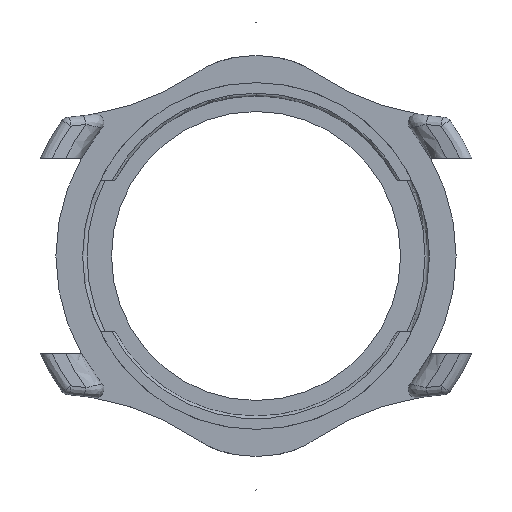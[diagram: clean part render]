
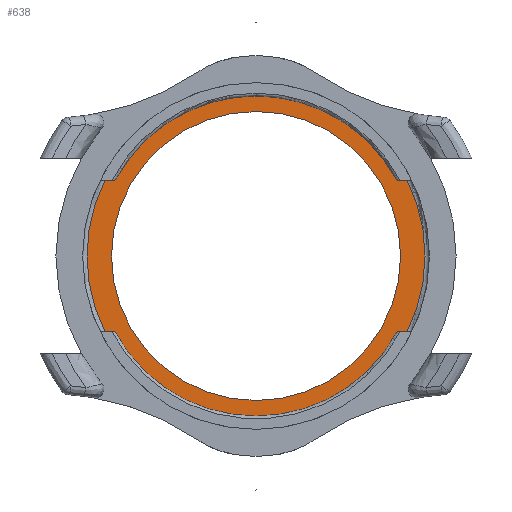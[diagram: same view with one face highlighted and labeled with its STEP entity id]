
A CAD part, front view. The second image highlights one B-rep face of the part: STEP entity #638.
In plain terms, the highlighted planar face has unit normal (0, -1, 0).
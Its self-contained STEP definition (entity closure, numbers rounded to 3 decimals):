
#1 = FACE_OUTER_BOUND ( 'NONE', #3341, .T. ) ;
#13 = CARTESIAN_POINT ( 'NONE',  ( 0., 10., 16.25 ) ) ;
#144 = ORIENTED_EDGE ( 'NONE', *, *, #2120, .F. ) ;
#276 = AXIS2_PLACEMENT_3D ( 'NONE', #3229, #4236, #4268 ) ;
#296 = CARTESIAN_POINT ( 'NONE',  ( 0., 10., -18. ) ) ;
#331 = ORIENTED_EDGE ( 'NONE', *, *, #1465, .F. ) ;
#422 = CARTESIAN_POINT ( 'NONE',  ( 15.867, 10., 8.5 ) ) ;
#512 = CARTESIAN_POINT ( 'NONE',  ( 0., 10., 0. ) ) ;
#540 = PLANE ( 'NONE',  #2826 ) ;
#544 = AXIS2_PLACEMENT_3D ( 'NONE', #599, #937, #2985 ) ;
#566 = VERTEX_POINT ( 'NONE', #2858 ) ;
#599 = CARTESIAN_POINT ( 'NONE',  ( 0., 10., 0. ) ) ;
#610 = CARTESIAN_POINT ( 'NONE',  ( 0., 10., 0. ) ) ;
#625 = LINE ( 'NONE', #3193, #2534 ) ;
#638 = ADVANCED_FACE ( 'NONE', ( #1, #2788 ), #540, .F. ) ;
#709 = ORIENTED_EDGE ( 'NONE', *, *, #2793, .T. ) ;
#717 = AXIS2_PLACEMENT_3D ( 'NONE', #3778, #3036, #744 ) ;
#740 = EDGE_CURVE ( 'NONE', #1442, #3504, #625, .T. ) ;
#744 = DIRECTION ( 'NONE',  ( 0., 0., 1. ) ) ;
#775 = EDGE_CURVE ( 'NONE', #2300, #886, #4103, .T. ) ;
#778 = CIRCLE ( 'NONE', #544, 18. ) ;
#850 = VERTEX_POINT ( 'NONE', #3292 ) ;
#871 = DIRECTION ( 'NONE',  ( 0., 0., 1. ) ) ;
#886 = VERTEX_POINT ( 'NONE', #2252 ) ;
#894 = CARTESIAN_POINT ( 'NONE',  ( -15.867, 10., -8.5 ) ) ;
#937 = DIRECTION ( 'NONE',  ( 0., 1., 0. ) ) ;
#946 = DIRECTION ( 'NONE',  ( 0., 0., 1. ) ) ;
#977 = VERTEX_POINT ( 'NONE', #296 ) ;
#1035 = ORIENTED_EDGE ( 'NONE', *, *, #3752, .T. ) ;
#1126 = DIRECTION ( 'NONE',  ( 0., -1., 0. ) ) ;
#1136 = DIRECTION ( 'NONE',  ( 0., 0., 1. ) ) ;
#1168 = CARTESIAN_POINT ( 'NONE',  ( 0., 10., 0. ) ) ;
#1211 = VERTEX_POINT ( 'NONE', #3575 ) ;
#1240 = ORIENTED_EDGE ( 'NONE', *, *, #1641, .F. ) ;
#1306 = EDGE_CURVE ( 'NONE', #977, #3504, #2601, .T. ) ;
#1436 = VECTOR ( 'NONE', #2509, 1000. ) ;
#1442 = VERTEX_POINT ( 'NONE', #4128 ) ;
#1465 = EDGE_CURVE ( 'NONE', #4201, #2974, #2748, .T. ) ;
#1468 = DIRECTION ( 'NONE',  ( 0., 0., 1. ) ) ;
#1534 = EDGE_CURVE ( 'NONE', #850, #1211, #4158, .T. ) ;
#1568 = DIRECTION ( 'NONE',  ( 0., 1., 0. ) ) ;
#1624 = CARTESIAN_POINT ( 'NONE',  ( -15.867, 10., 8.5 ) ) ;
#1641 = EDGE_CURVE ( 'NONE', #1211, #977, #4214, .T. ) ;
#1776 = ORIENTED_EDGE ( 'NONE', *, *, #1534, .F. ) ;
#1786 = CARTESIAN_POINT ( 'NONE',  ( 0., 10., 0. ) ) ;
#1793 = ORIENTED_EDGE ( 'NONE', *, *, #3722, .F. ) ;
#1796 = AXIS2_PLACEMENT_3D ( 'NONE', #610, #1967, #946 ) ;
#1850 = ORIENTED_EDGE ( 'NONE', *, *, #775, .F. ) ;
#1967 = DIRECTION ( 'NONE',  ( 0., 1., 0. ) ) ;
#2090 = ORIENTED_EDGE ( 'NONE', *, *, #1306, .F. ) ;
#2120 = EDGE_CURVE ( 'NONE', #2673, #2300, #778, .T. ) ;
#2252 = CARTESIAN_POINT ( 'NONE',  ( 16.993, 10., 8.5 ) ) ;
#2300 = VERTEX_POINT ( 'NONE', #422 ) ;
#2368 = ORIENTED_EDGE ( 'NONE', *, *, #740, .T. ) ;
#2385 = CIRCLE ( 'NONE', #276, 19. ) ;
#2482 = CARTESIAN_POINT ( 'NONE',  ( 0., 10., -8.5 ) ) ;
#2509 = DIRECTION ( 'NONE',  ( -1., 0., 0. ) ) ;
#2534 = VECTOR ( 'NONE', #3849, 1000. ) ;
#2601 = CIRCLE ( 'NONE', #1796, 18. ) ;
#2616 = CARTESIAN_POINT ( 'NONE',  ( 0., 10., 8.5 ) ) ;
#2673 = VERTEX_POINT ( 'NONE', #1624 ) ;
#2731 = DIRECTION ( 'NONE',  ( 0., 0., 1. ) ) ;
#2748 = CIRCLE ( 'NONE', #3652, 16.25 ) ;
#2788 = FACE_BOUND ( 'NONE', #3492, .T. ) ;
#2793 = EDGE_CURVE ( 'NONE', #2673, #566, #3157, .T. ) ;
#2810 = DIRECTION ( 'NONE',  ( -1., 0., 0. ) ) ;
#2826 = AXIS2_PLACEMENT_3D ( 'NONE', #2908, #1568, #871 ) ;
#2858 = CARTESIAN_POINT ( 'NONE',  ( -16.993, 10., 8.5 ) ) ;
#2870 = CARTESIAN_POINT ( 'NONE',  ( 0., 10., 8.5 ) ) ;
#2901 = CIRCLE ( 'NONE', #4324, 19. ) ;
#2908 = CARTESIAN_POINT ( 'NONE',  ( 0., 10., 0. ) ) ;
#2974 = VERTEX_POINT ( 'NONE', #3048 ) ;
#2985 = DIRECTION ( 'NONE',  ( 0., 0., 1. ) ) ;
#2999 = CIRCLE ( 'NONE', #717, 16.25 ) ;
#3019 = DIRECTION ( 'NONE',  ( 0., 1., 0. ) ) ;
#3036 = DIRECTION ( 'NONE',  ( 0., -1., 0. ) ) ;
#3048 = CARTESIAN_POINT ( 'NONE',  ( 0., 10., -16.25 ) ) ;
#3149 = DIRECTION ( 'NONE',  ( 0., -1., 0. ) ) ;
#3157 = LINE ( 'NONE', #2870, #1436 ) ;
#3193 = CARTESIAN_POINT ( 'NONE',  ( 0., 10., -8.5 ) ) ;
#3215 = VECTOR ( 'NONE', #3897, 1000. ) ;
#3229 = CARTESIAN_POINT ( 'NONE',  ( 0., 10., 0. ) ) ;
#3280 = EDGE_CURVE ( 'NONE', #566, #1442, #2385, .T. ) ;
#3292 = CARTESIAN_POINT ( 'NONE',  ( 16.993, 10., -8.5 ) ) ;
#3341 = EDGE_LOOP ( 'NONE', ( #709, #4138, #2368, #2090, #1240, #1776, #1035, #1850, #144 ) ) ;
#3492 = EDGE_LOOP ( 'NONE', ( #331, #1793 ) ) ;
#3504 = VERTEX_POINT ( 'NONE', #894 ) ;
#3575 = CARTESIAN_POINT ( 'NONE',  ( 15.867, 10., -8.5 ) ) ;
#3652 = AXIS2_PLACEMENT_3D ( 'NONE', #1168, #3149, #1136 ) ;
#3722 = EDGE_CURVE ( 'NONE', #2974, #4201, #2999, .T. ) ;
#3752 = EDGE_CURVE ( 'NONE', #850, #886, #2901, .T. ) ;
#3778 = CARTESIAN_POINT ( 'NONE',  ( 0., 10., 0. ) ) ;
#3789 = AXIS2_PLACEMENT_3D ( 'NONE', #512, #3019, #2731 ) ;
#3849 = DIRECTION ( 'NONE',  ( 1., 0., 0. ) ) ;
#3897 = DIRECTION ( 'NONE',  ( 1., 0., 0. ) ) ;
#4103 = LINE ( 'NONE', #2616, #3215 ) ;
#4128 = CARTESIAN_POINT ( 'NONE',  ( -16.993, 10., -8.5 ) ) ;
#4138 = ORIENTED_EDGE ( 'NONE', *, *, #3280, .T. ) ;
#4158 = LINE ( 'NONE', #2482, #4273 ) ;
#4201 = VERTEX_POINT ( 'NONE', #13 ) ;
#4214 = CIRCLE ( 'NONE', #3789, 18. ) ;
#4236 = DIRECTION ( 'NONE',  ( 0., -1., 0. ) ) ;
#4268 = DIRECTION ( 'NONE',  ( 0., 0., 1. ) ) ;
#4273 = VECTOR ( 'NONE', #2810, 1000. ) ;
#4324 = AXIS2_PLACEMENT_3D ( 'NONE', #1786, #1126, #1468 ) ;
